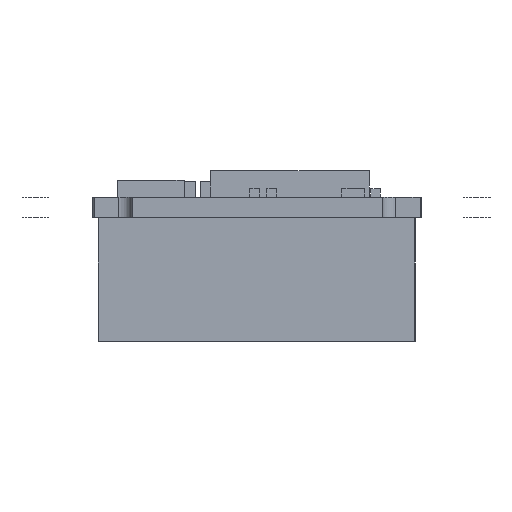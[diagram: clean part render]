
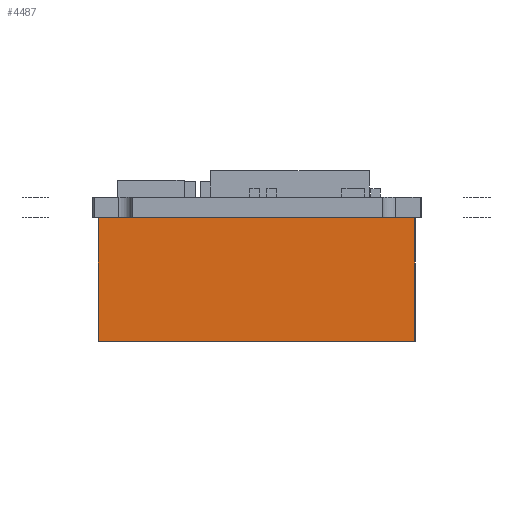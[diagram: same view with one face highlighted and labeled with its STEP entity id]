
A CAD part, left-side view. The second image highlights one B-rep face of the part: STEP entity #4487.
In plain terms, the highlighted face is planar.
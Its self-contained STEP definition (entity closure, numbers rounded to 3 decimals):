
#3442=FACE_OUTER_BOUND($,#3916,.T.);
#3916=EDGE_LOOP($,(#11181,#11182,#11183,#11184));
#4137=PLANE($,#8921);
#4487=ADVANCED_FACE($,(#3442),#4137,.T.);
#5620=VECTOR($,#17149,12.025);
#5627=VECTOR($,#17156,12.025);
#5634=VECTOR($,#17163,4.7);
#5635=VECTOR($,#17164,4.7);
#6795=LINE($,#20070,#5620);
#6802=LINE($,#20078,#5627);
#6809=LINE($,#20070,#5634);
#6810=LINE($,#20071,#5635);
#8921=AXIS2_PLACEMENT_3D($,#20070,#17171,$);
#11181=ORIENTED_EDGE($,*,*,#13027,.T.);
#11182=ORIENTED_EDGE($,*,*,#13042,.T.);
#11183=ORIENTED_EDGE($,*,*,#13034,.F.);
#11184=ORIENTED_EDGE($,*,*,#13041,.F.);
#13027=EDGE_CURVE($,#14881,#14882,#6795,.T.);
#13034=EDGE_CURVE($,#14889,#14890,#6802,.T.);
#13041=EDGE_CURVE($,#14881,#14889,#6809,.T.);
#13042=EDGE_CURVE($,#14882,#14890,#6810,.T.);
#14881=VERTEX_POINT($,#20070);
#14882=VERTEX_POINT($,#20071);
#14889=VERTEX_POINT($,#20078);
#14890=VERTEX_POINT($,#20079);
#17149=DIRECTION($,(-1.,0.,0.));
#17156=DIRECTION($,(-1.,0.,0.));
#17163=DIRECTION($,(0.,0.,-1.));
#17164=DIRECTION($,(0.,0.,-1.));
#17171=DIRECTION($,(0.,-1.,0.));
#20070=CARTESIAN_POINT('',(6.045,-18.85,4.7));
#20071=CARTESIAN_POINT('',(-5.98,-18.85,4.7));
#20078=CARTESIAN_POINT('',(6.045,-18.85,0.));
#20079=CARTESIAN_POINT('',(-5.98,-18.85,0.));
